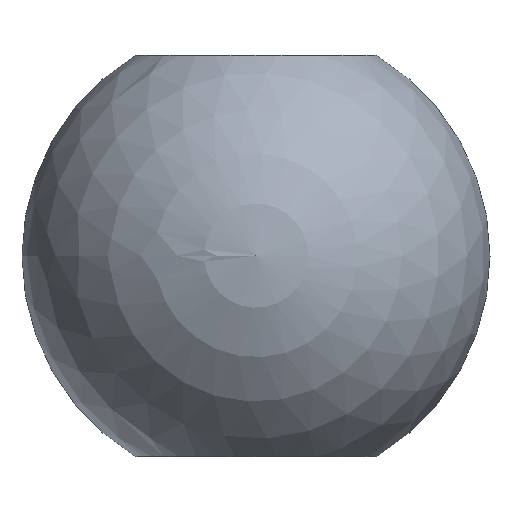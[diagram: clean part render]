
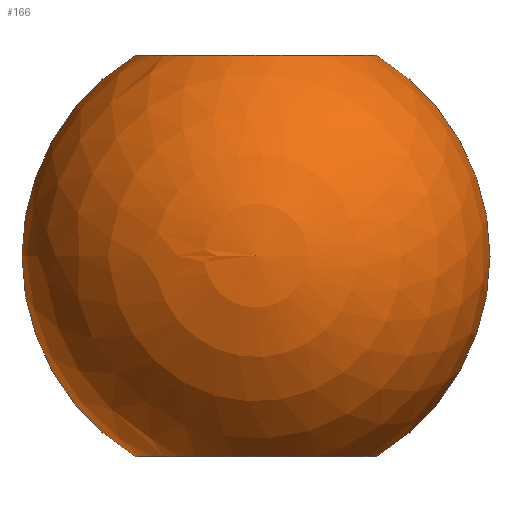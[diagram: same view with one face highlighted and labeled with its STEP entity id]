
A CAD part, top view. The second image highlights one B-rep face of the part: STEP entity #166.
In plain terms, the highlighted spherical face has radius 12.5 mm.
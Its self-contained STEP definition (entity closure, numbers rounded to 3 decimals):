
#4 = CARTESIAN_POINT ( 'NONE',  ( 0., 23.214, 0. ) ) ;
#6 = ORIENTED_EDGE ( 'NONE', *, *, #140, .T. ) ;
#15 = CARTESIAN_POINT ( 'NONE',  ( 0., 1.786, 6.439 ) ) ;
#26 = CARTESIAN_POINT ( 'NONE',  ( 0., 23.214, 6.439 ) ) ;
#30 = ORIENTED_EDGE ( 'NONE', *, *, #163, .T. ) ;
#37 = DIRECTION ( 'NONE',  ( 0., 1., 0. ) ) ;
#38 = CIRCLE ( 'NONE', #49, 6.439 ) ;
#40 = CARTESIAN_POINT ( 'NONE',  ( 6.439, 1.786, 0. ) ) ;
#47 = EDGE_CURVE ( 'NONE', #201, #154, #53, .T. ) ;
#49 = AXIS2_PLACEMENT_3D ( 'NONE', #193, #37, #215 ) ;
#53 = CIRCLE ( 'NONE', #208, 6.439 ) ;
#55 = ORIENTED_EDGE ( 'NONE', *, *, #197, .T. ) ;
#57 = VERTEX_POINT ( 'NONE', #204 ) ;
#67 = DIRECTION ( 'NONE',  ( 0., 0., -1. ) ) ;
#69 = ORIENTED_EDGE ( 'NONE', *, *, #171, .F. ) ;
#70 = CARTESIAN_POINT ( 'NONE',  ( -6.439, 23.214, 0. ) ) ;
#71 = CARTESIAN_POINT ( 'NONE',  ( 0., 12.5, 0. ) ) ;
#74 = CIRCLE ( 'NONE', #122, 6.439 ) ;
#75 = DIRECTION ( 'NONE',  ( 0., -1., 0. ) ) ;
#77 = EDGE_LOOP ( 'NONE', ( #69, #6, #138, #30, #55, #153 ) ) ;
#90 = DIRECTION ( 'NONE',  ( 0., 0., -1. ) ) ;
#93 = AXIS2_PLACEMENT_3D ( 'NONE', #280, #200, #118 ) ;
#96 = FACE_OUTER_BOUND ( 'NONE', #77, .T. ) ;
#103 = AXIS2_PLACEMENT_3D ( 'NONE', #219, #67, #245 ) ;
#118 = DIRECTION ( 'NONE',  ( 1., 0., 0. ) ) ;
#120 = DIRECTION ( 'NONE',  ( 0., 1., 0. ) ) ;
#122 = AXIS2_PLACEMENT_3D ( 'NONE', #275, #120, #173 ) ;
#138 = ORIENTED_EDGE ( 'NONE', *, *, #47, .T. ) ;
#140 = EDGE_CURVE ( 'NONE', #57, #201, #187, .T. ) ;
#147 = AXIS2_PLACEMENT_3D ( 'NONE', #278, #306, #90 ) ;
#149 = DIRECTION ( 'NONE',  ( 0., 0., -1. ) ) ;
#152 = SPHERICAL_SURFACE ( 'NONE', #294, 12.5 ) ;
#153 = ORIENTED_EDGE ( 'NONE', *, *, #296, .T. ) ;
#154 = VERTEX_POINT ( 'NONE', #70 ) ;
#160 = CIRCLE ( 'NONE', #93, 12.5 ) ;
#163 = EDGE_CURVE ( 'NONE', #154, #206, #160, .T. ) ;
#166 = ADVANCED_FACE ( 'NONE', ( #96 ), #152, .T. ) ;
#171 = EDGE_CURVE ( 'NONE', #57, #297, #330, .T. ) ;
#173 = DIRECTION ( 'NONE',  ( 0., 0., 1. ) ) ;
#187 = CIRCLE ( 'NONE', #147, 6.439 ) ;
#193 = CARTESIAN_POINT ( 'NONE',  ( 0., 1.786, 0. ) ) ;
#197 = EDGE_CURVE ( 'NONE', #206, #254, #74, .T. ) ;
#200 = DIRECTION ( 'NONE',  ( 0., 0., 1. ) ) ;
#201 = VERTEX_POINT ( 'NONE', #26 ) ;
#204 = CARTESIAN_POINT ( 'NONE',  ( 6.439, 23.214, 0. ) ) ;
#206 = VERTEX_POINT ( 'NONE', #217 ) ;
#208 = AXIS2_PLACEMENT_3D ( 'NONE', #4, #75, #285 ) ;
#215 = DIRECTION ( 'NONE',  ( 0., 0., 1. ) ) ;
#217 = CARTESIAN_POINT ( 'NONE',  ( -6.439, 1.786, 0. ) ) ;
#219 = CARTESIAN_POINT ( 'NONE',  ( 0., 12.5, 0. ) ) ;
#225 = DIRECTION ( 'NONE',  ( -1., 0., 0. ) ) ;
#245 = DIRECTION ( 'NONE',  ( -1., 0., 0. ) ) ;
#254 = VERTEX_POINT ( 'NONE', #15 ) ;
#275 = CARTESIAN_POINT ( 'NONE',  ( 0., 1.786, 0. ) ) ;
#278 = CARTESIAN_POINT ( 'NONE',  ( 0., 23.214, 0. ) ) ;
#280 = CARTESIAN_POINT ( 'NONE',  ( 0., 12.5, 0. ) ) ;
#285 = DIRECTION ( 'NONE',  ( 0., 0., -1. ) ) ;
#294 = AXIS2_PLACEMENT_3D ( 'NONE', #71, #149, #225 ) ;
#296 = EDGE_CURVE ( 'NONE', #254, #297, #38, .T. ) ;
#297 = VERTEX_POINT ( 'NONE', #40 ) ;
#306 = DIRECTION ( 'NONE',  ( 0., -1., 0. ) ) ;
#330 = CIRCLE ( 'NONE', #103, 12.5 ) ;
